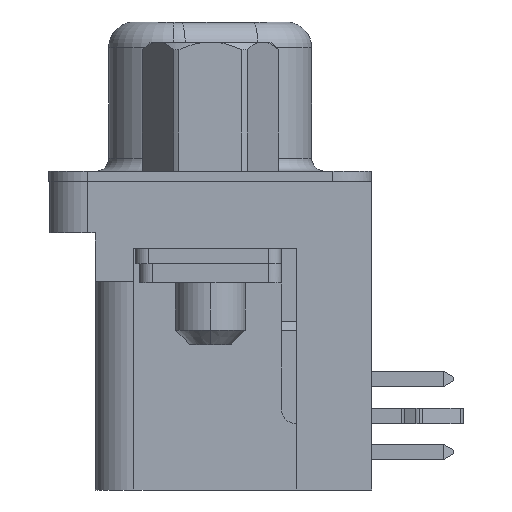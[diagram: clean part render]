
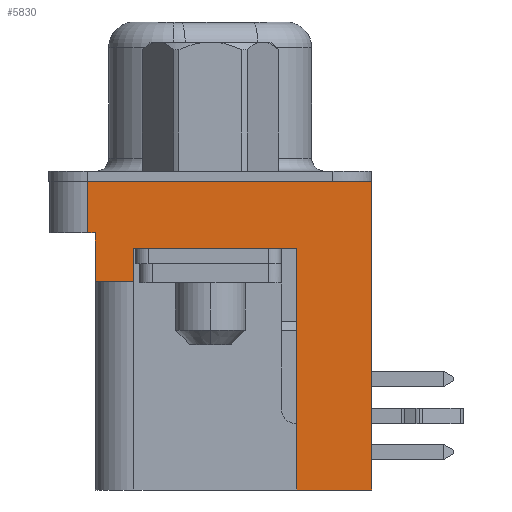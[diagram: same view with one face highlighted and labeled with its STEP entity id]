
A CAD part, left-side view. The second image highlights one B-rep face of the part: STEP entity #5830.
In plain terms, the highlighted planar face has unit normal (-1, 0, 0).
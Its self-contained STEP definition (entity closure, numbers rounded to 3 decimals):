
#145 = VERTEX_POINT ( 'NONE', #2285 ) ;
#198 = VERTEX_POINT ( 'NONE', #2338 ) ;
#1344 = EDGE_CURVE ( 'NONE', #3268, #3271, #11615, .T. ) ;
#1408 = EDGE_CURVE ( 'NONE', #3239, #3251, #11716, .T. ) ;
#1462 = EDGE_CURVE ( 'NONE', #145, #198, #11809, .T. ) ;
#1476 = EDGE_CURVE ( 'NONE', #3210, #3272, #11828, .T. ) ;
#1652 = EDGE_CURVE ( 'NONE', #3271, #3272, #12119, .T. ) ;
#1844 = EDGE_CURVE ( 'NONE', #3269, #3251, #14178, .T. ) ;
#1906 = EDGE_CURVE ( 'NONE', #198, #3239, #14284, .T. ) ;
#1964 = EDGE_CURVE ( 'NONE', #3265, #3266, #14375, .T. ) ;
#2009 = EDGE_CURVE ( 'NONE', #3266, #3269, #14439, .T. ) ;
#2041 = EDGE_CURVE ( 'NONE', #3265, #3268, #14494, .T. ) ;
#2047 = EDGE_CURVE ( 'NONE', #3210, #145, #14501, .T. ) ;
#2285 = CARTESIAN_POINT ( 'NONE',  ( -26.51, 2.92, -2.6 ) ) ;
#2338 = CARTESIAN_POINT ( 'NONE',  ( -26.51, 2.92, -12. ) ) ;
#3210 = VERTEX_POINT ( 'NONE', #15537 ) ;
#3239 = VERTEX_POINT ( 'NONE', #15566 ) ;
#3251 = VERTEX_POINT ( 'NONE', #15578 ) ;
#3265 = VERTEX_POINT ( 'NONE', #15592 ) ;
#3266 = VERTEX_POINT ( 'NONE', #15593 ) ;
#3268 = VERTEX_POINT ( 'NONE', #15595 ) ;
#3269 = VERTEX_POINT ( 'NONE', #15596 ) ;
#3271 = VERTEX_POINT ( 'NONE', #15598 ) ;
#3272 = VERTEX_POINT ( 'NONE', #15599 ) ;
#5830 = ADVANCED_FACE ( 'NONE', ( #17249 ), #17071, .T. ) ;
#6282 = EDGE_LOOP ( 'NONE', ( #7324, #7325, #7326, #7327, #7328, #7329, #7330, #7331, #7332, #7333, #7334 ) ) ;
#7324 = ORIENTED_EDGE ( 'NONE', *, *, #2047, .T. ) ;
#7325 = ORIENTED_EDGE ( 'NONE', *, *, #1462, .T. ) ;
#7326 = ORIENTED_EDGE ( 'NONE', *, *, #1906, .T. ) ;
#7327 = ORIENTED_EDGE ( 'NONE', *, *, #1408, .T. ) ;
#7328 = ORIENTED_EDGE ( 'NONE', *, *, #1844, .F. ) ;
#7329 = ORIENTED_EDGE ( 'NONE', *, *, #2009, .F. ) ;
#7330 = ORIENTED_EDGE ( 'NONE', *, *, #1964, .F. ) ;
#7331 = ORIENTED_EDGE ( 'NONE', *, *, #2041, .T. ) ;
#7332 = ORIENTED_EDGE ( 'NONE', *, *, #1344, .T. ) ;
#7333 = ORIENTED_EDGE ( 'NONE', *, *, #1652, .T. ) ;
#7334 = ORIENTED_EDGE ( 'NONE', *, *, #1476, .F. ) ;
#10248 = AXIS2_PLACEMENT_3D ( 'NONE', #17079, #17080, #17081 ) ;
#11615 = LINE ( 'NONE', #12601, #11617 ) ;
#11617 = VECTOR ( 'NONE', #12592, 1000. ) ;
#11716 = LINE ( 'NONE', #12759, #11724 ) ;
#11724 = VECTOR ( 'NONE', #12764, 1000. ) ;
#11809 = LINE ( 'NONE', #12887, #11811 ) ;
#11811 = VECTOR ( 'NONE', #12886, 1000. ) ;
#11828 = LINE ( 'NONE', #12923, #11835 ) ;
#11835 = VECTOR ( 'NONE', #12928, 1000. ) ;
#12119 = LINE ( 'NONE', #13347, #12121 ) ;
#12121 = VECTOR ( 'NONE', #13348, 1000. ) ;
#12592 = DIRECTION ( 'NONE',  ( 0., 0., -1. ) ) ;
#12601 = CARTESIAN_POINT ( 'NONE',  ( -26.51, 10.75, -2. ) ) ;
#12759 = CARTESIAN_POINT ( 'NONE',  ( -26.51, 0., -12. ) ) ;
#12764 = DIRECTION ( 'NONE',  ( 0., 0., 1. ) ) ;
#12886 = DIRECTION ( 'NONE',  ( 0., 0., -1. ) ) ;
#12887 = CARTESIAN_POINT ( 'NONE',  ( -26.51, 2.92, -3.9 ) ) ;
#12923 = CARTESIAN_POINT ( 'NONE',  ( -26.51, 9.25, -2.6 ) ) ;
#12928 = DIRECTION ( 'NONE',  ( 0., 0., -1. ) ) ;
#13347 = CARTESIAN_POINT ( 'NONE',  ( -26.51, 0., -3.9 ) ) ;
#13348 = DIRECTION ( 'NONE',  ( 0., -1., 0. ) ) ;
#13821 = CARTESIAN_POINT ( 'NONE',  ( -26.51, 0., 0. ) ) ;
#13822 = DIRECTION ( 'NONE',  ( 0., -1., 0. ) ) ;
#13956 = DIRECTION ( 'NONE',  ( 0., -1., 0. ) ) ;
#13961 = CARTESIAN_POINT ( 'NONE',  ( -26.51, 0., -12. ) ) ;
#14178 = LINE ( 'NONE', #13821, #14181 ) ;
#14181 = VECTOR ( 'NONE', #13822, 1000. ) ;
#14284 = LINE ( 'NONE', #13961, #14286 ) ;
#14286 = VECTOR ( 'NONE', #13956, 1000. ) ;
#14375 = LINE ( 'NONE', #15088, #14378 ) ;
#14378 = VECTOR ( 'NONE', #15089, 1000. ) ;
#14439 = LINE ( 'NONE', #15208, #14444 ) ;
#14444 = VECTOR ( 'NONE', #15209, 1000. ) ;
#14494 = LINE ( 'NONE', #15280, #14496 ) ;
#14496 = VECTOR ( 'NONE', #15281, 1000. ) ;
#14501 = LINE ( 'NONE', #15302, #14506 ) ;
#14506 = VECTOR ( 'NONE', #15303, 1000. ) ;
#15088 = CARTESIAN_POINT ( 'NONE',  ( -26.51, 11.05, -12. ) ) ;
#15089 = DIRECTION ( 'NONE',  ( 0., 0., 1. ) ) ;
#15208 = CARTESIAN_POINT ( 'NONE',  ( -26.51, 0., 0. ) ) ;
#15209 = DIRECTION ( 'NONE',  ( 0., -1., 0. ) ) ;
#15280 = CARTESIAN_POINT ( 'NONE',  ( -26.51, 0., -2. ) ) ;
#15281 = DIRECTION ( 'NONE',  ( 0., -1., 0. ) ) ;
#15302 = CARTESIAN_POINT ( 'NONE',  ( -26.51, 0., -2.6 ) ) ;
#15303 = DIRECTION ( 'NONE',  ( 0., -1., 0. ) ) ;
#15537 = CARTESIAN_POINT ( 'NONE',  ( -26.51, 9.25, -2.6 ) ) ;
#15566 = CARTESIAN_POINT ( 'NONE',  ( -26.51, 0., -12. ) ) ;
#15578 = CARTESIAN_POINT ( 'NONE',  ( -26.51, 0., 0. ) ) ;
#15592 = CARTESIAN_POINT ( 'NONE',  ( -26.51, 11.05, -2. ) ) ;
#15593 = CARTESIAN_POINT ( 'NONE',  ( -26.51, 11.05, 0. ) ) ;
#15595 = CARTESIAN_POINT ( 'NONE',  ( -26.51, 10.75, -2. ) ) ;
#15596 = CARTESIAN_POINT ( 'NONE',  ( -26.51, 1.337, 0. ) ) ;
#15598 = CARTESIAN_POINT ( 'NONE',  ( -26.51, 10.75, -3.9 ) ) ;
#15599 = CARTESIAN_POINT ( 'NONE',  ( -26.51, 9.25, -3.9 ) ) ;
#17071 = PLANE ( 'NONE',  #10248 ) ;
#17079 = CARTESIAN_POINT ( 'NONE',  ( -26.51, 0., -12. ) ) ;
#17080 = DIRECTION ( 'NONE',  ( -1., 0., 0. ) ) ;
#17081 = DIRECTION ( 'NONE',  ( 0., 0., 1. ) ) ;
#17249 = FACE_OUTER_BOUND ( 'NONE', #6282, .T. ) ;
